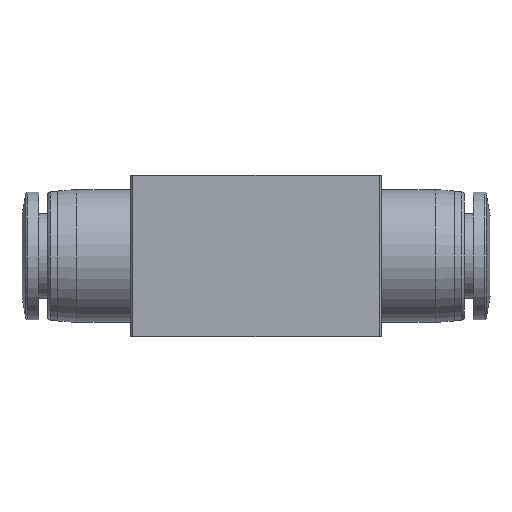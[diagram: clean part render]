
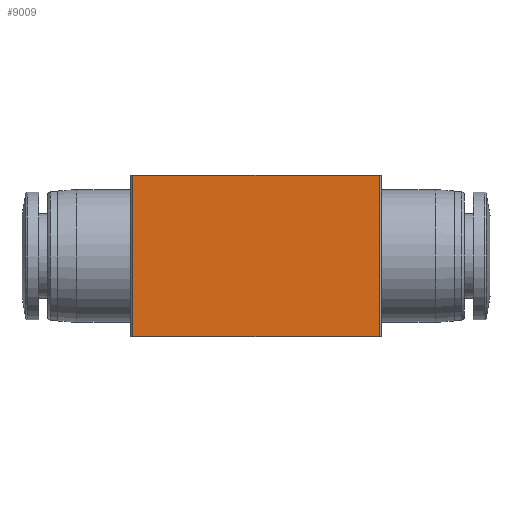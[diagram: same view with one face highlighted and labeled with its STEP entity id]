
A CAD part, front view. The second image highlights one B-rep face of the part: STEP entity #9009.
In plain terms, the highlighted planar face has unit normal (0, -1, 0).
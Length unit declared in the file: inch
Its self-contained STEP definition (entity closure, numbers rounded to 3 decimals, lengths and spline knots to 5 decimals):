
#287 = DIRECTION ( 'NONE',  ( 0., 0., -1. ) ) ;
#1013 = DIRECTION ( 'NONE',  ( 1., 0., 0. ) ) ;
#2031 = EDGE_LOOP ( 'NONE', ( #12140, #12623, #13374, #13083 ) ) ;
#2172 = CARTESIAN_POINT ( 'NONE',  ( -0.63583, 0., -0.41732 ) ) ;
#2222 = EDGE_CURVE ( 'NONE', #4936, #4831, #7816, .T. ) ;
#2877 = CARTESIAN_POINT ( 'NONE',  ( -0.63583, 0., 0.41732 ) ) ;
#4179 = EDGE_CURVE ( 'NONE', #4229, #4216, #11585, .T. ) ;
#4216 = VERTEX_POINT ( 'NONE', #13631 ) ;
#4229 = VERTEX_POINT ( 'NONE', #14843 ) ;
#4305 = VECTOR ( 'NONE', #1013, 39.37008 ) ;
#4831 = VERTEX_POINT ( 'NONE', #12101 ) ;
#4936 = VERTEX_POINT ( 'NONE', #13395 ) ;
#4990 = LINE ( 'NONE', #8958, #10917 ) ;
#5225 = DIRECTION ( 'NONE',  ( -1., 0., 0. ) ) ;
#5284 = VECTOR ( 'NONE', #5225, 39.37008 ) ;
#5776 = DIRECTION ( 'NONE',  ( 0., -1., 0. ) ) ;
#6019 = FACE_OUTER_BOUND ( 'NONE', #2031, .T. ) ;
#6159 = LINE ( 'NONE', #14602, #8934 ) ;
#6386 = EDGE_CURVE ( 'NONE', #4831, #4229, #4990, .T. ) ;
#6876 = PLANE ( 'NONE',  #8186 ) ;
#7816 = LINE ( 'NONE', #2172, #4305 ) ;
#8186 = AXIS2_PLACEMENT_3D ( 'NONE', #12865, #5776, #14060 ) ;
#8934 = VECTOR ( 'NONE', #287, 39.37008 ) ;
#8958 = CARTESIAN_POINT ( 'NONE',  ( 0.6378, 0., 0. ) ) ;
#9009 = ADVANCED_FACE ( 'NONE', ( #6019 ), #6876, .T. ) ;
#9947 = EDGE_CURVE ( 'NONE', #4216, #4936, #6159, .T. ) ;
#10153 = DIRECTION ( 'NONE',  ( 0., 0., 1. ) ) ;
#10917 = VECTOR ( 'NONE', #10153, 39.37008 ) ;
#11585 = LINE ( 'NONE', #2877, #5284 ) ;
#12101 = CARTESIAN_POINT ( 'NONE',  ( 0.6378, 0., -0.41732 ) ) ;
#12140 = ORIENTED_EDGE ( 'NONE', *, *, #2222, .T. ) ;
#12623 = ORIENTED_EDGE ( 'NONE', *, *, #6386, .T. ) ;
#12865 = CARTESIAN_POINT ( 'NONE',  ( -0.63583, 0., 0. ) ) ;
#13083 = ORIENTED_EDGE ( 'NONE', *, *, #9947, .T. ) ;
#13374 = ORIENTED_EDGE ( 'NONE', *, *, #4179, .T. ) ;
#13395 = CARTESIAN_POINT ( 'NONE',  ( -0.6378, 0., -0.41732 ) ) ;
#13631 = CARTESIAN_POINT ( 'NONE',  ( -0.6378, 0., 0.41732 ) ) ;
#14060 = DIRECTION ( 'NONE',  ( 1., 0., 0. ) ) ;
#14602 = CARTESIAN_POINT ( 'NONE',  ( -0.6378, 0., 0. ) ) ;
#14843 = CARTESIAN_POINT ( 'NONE',  ( 0.6378, 0., 0.41732 ) ) ;
